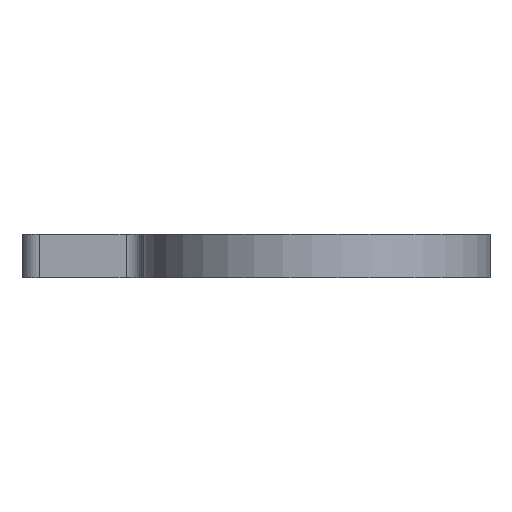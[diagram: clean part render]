
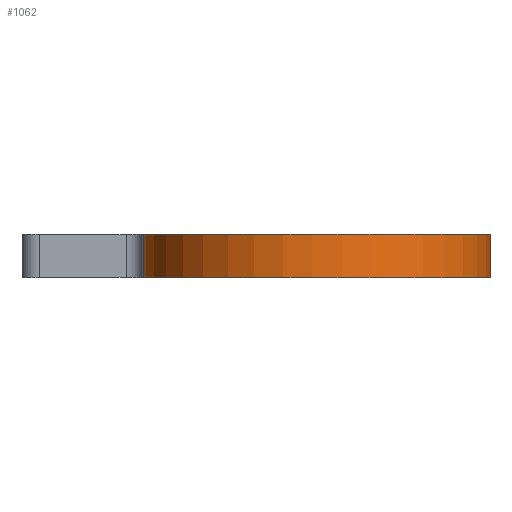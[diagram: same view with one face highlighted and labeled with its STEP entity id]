
A CAD part, left-side view. The second image highlights one B-rep face of the part: STEP entity #1062.
In plain terms, the highlighted cylindrical face has radius 10 mm (diameter 20 mm), a partial arc.
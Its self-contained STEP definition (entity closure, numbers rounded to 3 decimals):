
#38=CIRCLE('',#1159,10.);
#39=CIRCLE('',#1160,10.);
#59=CYLINDRICAL_SURFACE('',#1158,10.);
#102=FACE_OUTER_BOUND('',#153,.T.);
#153=EDGE_LOOP('',(#795,#796,#797,#798));
#260=LINE('',#1695,#375);
#261=LINE('',#1701,#376);
#375=VECTOR('',#1395,10.);
#376=VECTOR('',#1402,10.);
#474=VERTEX_POINT('',#1691);
#475=VERTEX_POINT('',#1693);
#476=VERTEX_POINT('',#1697);
#477=VERTEX_POINT('',#1699);
#610=EDGE_CURVE('',#474,#475,#260,.T.);
#611=EDGE_CURVE('',#476,#474,#38,.T.);
#612=EDGE_CURVE('',#477,#475,#39,.T.);
#613=EDGE_CURVE('',#476,#477,#261,.T.);
#795=ORIENTED_EDGE('',*,*,#611,.T.);
#796=ORIENTED_EDGE('',*,*,#610,.T.);
#797=ORIENTED_EDGE('',*,*,#612,.F.);
#798=ORIENTED_EDGE('',*,*,#613,.F.);
#1062=ADVANCED_FACE('',(#102),#59,.T.);
#1158=AXIS2_PLACEMENT_3D('',#1696,#1396,#1397);
#1159=AXIS2_PLACEMENT_3D('',#1698,#1398,#1399);
#1160=AXIS2_PLACEMENT_3D('',#1700,#1400,#1401);
#1395=DIRECTION('',(0.,0.,1.));
#1396=DIRECTION('center_axis',(0.,0.,1.));
#1397=DIRECTION('ref_axis',(-0.998,-0.06,0.));
#1398=DIRECTION('center_axis',(0.,0.,1.));
#1399=DIRECTION('ref_axis',(0.,1.,0.));
#1400=DIRECTION('center_axis',(0.,0.,1.));
#1401=DIRECTION('ref_axis',(0.,1.,0.));
#1402=DIRECTION('',(0.,0.,1.));
#1691=CARTESIAN_POINT('',(1.207,-9.927,0.));
#1693=CARTESIAN_POINT('',(1.207,-9.927,2.5));
#1695=CARTESIAN_POINT('',(1.207,-9.927,0.));
#1696=CARTESIAN_POINT('Origin',(0.,0.,0.));
#1697=CARTESIAN_POINT('',(0.,10.,0.));
#1698=CARTESIAN_POINT('Origin',(0.,0.,0.));
#1699=CARTESIAN_POINT('',(0.,10.,2.5));
#1700=CARTESIAN_POINT('Origin',(0.,0.,2.5));
#1701=CARTESIAN_POINT('',(0.,10.,0.));
